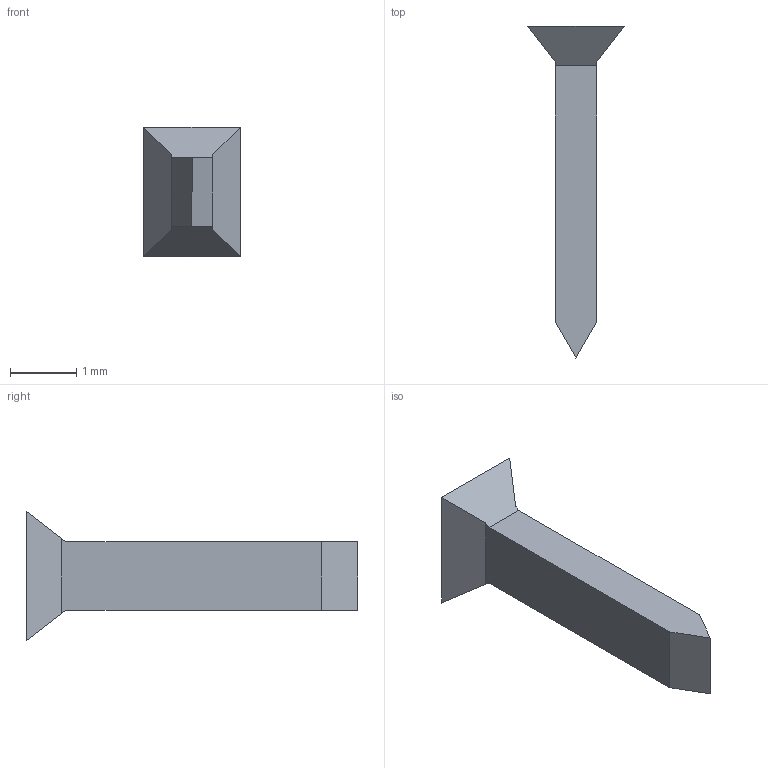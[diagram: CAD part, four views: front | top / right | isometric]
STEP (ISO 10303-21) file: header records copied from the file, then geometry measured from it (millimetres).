
FILE_DESCRIPTION(/* description */ (''),/* implementation_level */ '2;1');
FILE_NAME(/* name */ '100120269ugm000_b.stp',/* time_stamp */ '2014-07-14T13:53:29+02:00',/* author */ (''),/* organization */ (''),/* preprocessor_version */ 'ST-DEVELOPER v15',/* originating_system */ 'SIEMENS PLM Software NX 8.5',/* authorisation */ '');
FILE_SCHEMA (('AUTOMOTIVE_DESIGN { 1 0 10303 214 3 1 1 1 }'));
Length unit declared in the file: millimetre
Products named in the file (1): 100120269ugm000_b
Bounding box: 1.45 x 5 x 1.95 mm (x, y, z)
Volume: 3.6 mm3; surface area: 21 mm2
Topology: 1 solids, 1 shells, 11 faces, 27 edges, 20 vertices
Faces by surface type: plane 11
Entity records: 368 total; most frequent: CARTESIAN_POINT 59, ORIENTED_EDGE 54, DIRECTION 51, EDGE_CURVE 27, LINE 27, VECTOR 27, VERTEX_POINT 18, AXIS2_PLACEMENT_3D 12
